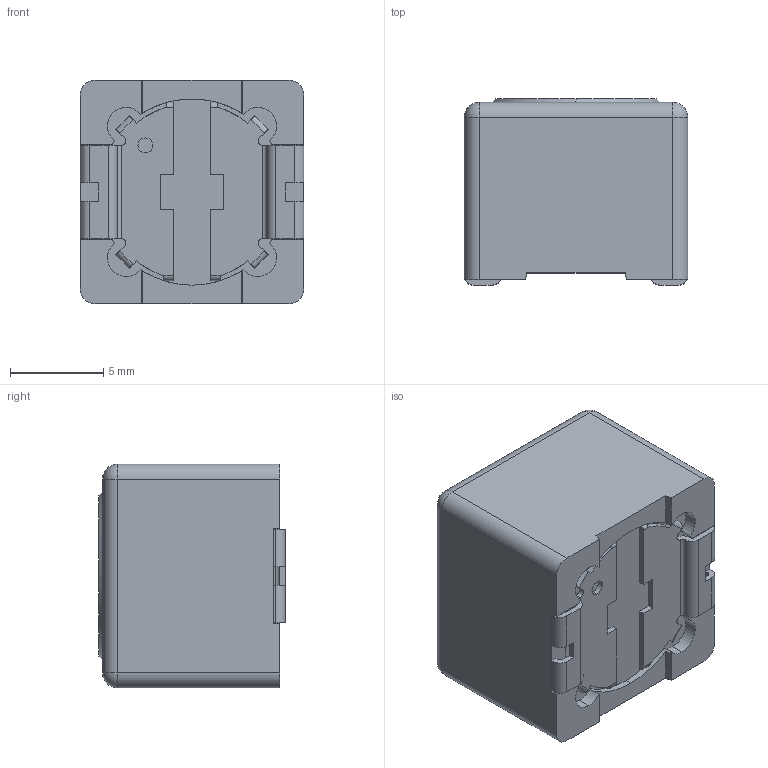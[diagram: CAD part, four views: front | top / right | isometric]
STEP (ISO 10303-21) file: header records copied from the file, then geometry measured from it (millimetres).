
FILE_DESCRIPTION (( 'STEP AP214' ), '1' );
FILE_NAME ('7447709330.STEP', '2024-02-13T04:38:56', ( '' ), ( '' ), 'SwSTEP 2.0', 'SolidWorks 2021', '' );
FILE_SCHEMA (( 'AUTOMOTIVE_DESIGN' ));
Length unit declared in the file: millimetre
Products named in the file (1): 7447709330
Bounding box: 12 x 10 x 12 mm (x, y, z)
Volume: 1304.1 mm3; surface area: 940.8 mm2
Topology: 4 solids, 4 shells, 161 faces, 430 edges, 276 vertices
Faces by surface type: plane 83, cylinder 70, cone 4, sphere 4
Entity records: 5069 total; most frequent: DIRECTION 894, CARTESIAN_POINT 888, ORIENTED_EDGE 852, EDGE_CURVE 426, AXIS2_PLACEMENT_3D 314, VERTEX_POINT 276, VECTOR 266, LINE 266
